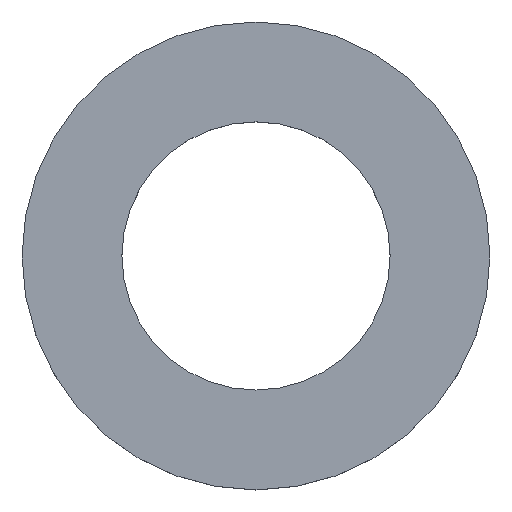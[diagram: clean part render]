
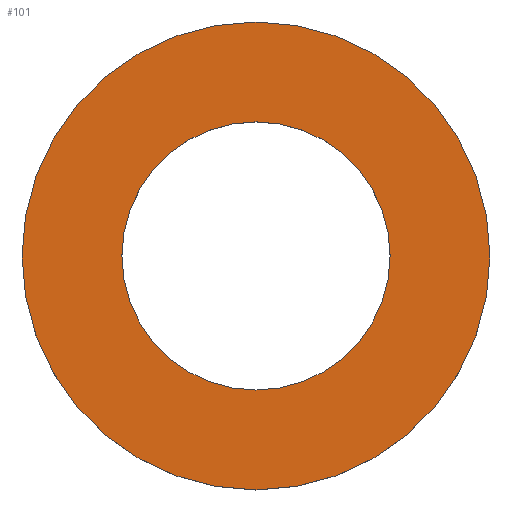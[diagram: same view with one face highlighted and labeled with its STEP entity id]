
A CAD part, top view. The second image highlights one B-rep face of the part: STEP entity #101.
In plain terms, the highlighted planar face has unit normal (0, 0, 1).
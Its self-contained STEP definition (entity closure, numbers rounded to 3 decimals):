
#3 = DIRECTION ( 'NONE',  ( 0., 0., 1. ) ) ;
#6 = CARTESIAN_POINT ( 'NONE',  ( 0., 0., 1.5 ) ) ;
#7 = AXIS2_PLACEMENT_3D ( 'NONE', #99, #3, #28 ) ;
#28 = DIRECTION ( 'NONE',  ( 1., 0., 0. ) ) ;
#29 = VERTEX_POINT ( 'NONE', #127 ) ;
#32 = EDGE_LOOP ( 'NONE', ( #47 ) ) ;
#33 = AXIS2_PLACEMENT_3D ( 'NONE', #6, #118, #104 ) ;
#42 = VERTEX_POINT ( 'NONE', #75 ) ;
#47 = ORIENTED_EDGE ( 'NONE', *, *, #126, .T. ) ;
#51 = AXIS2_PLACEMENT_3D ( 'NONE', #87, #67, #125 ) ;
#66 = PLANE ( 'NONE',  #33 ) ;
#67 = DIRECTION ( 'NONE',  ( 0., 0., 1. ) ) ;
#75 = CARTESIAN_POINT ( 'NONE',  ( 16.75, 0., 1.5 ) ) ;
#87 = CARTESIAN_POINT ( 'NONE',  ( 0., 0., 1.5 ) ) ;
#92 = FACE_OUTER_BOUND ( 'NONE', #32, .T. ) ;
#97 = EDGE_CURVE ( 'NONE', #29, #29, #102, .T. ) ;
#99 = CARTESIAN_POINT ( 'NONE',  ( 0., 0., 1.5 ) ) ;
#101 = ADVANCED_FACE ( 'NONE', ( #92, #106 ), #66, .T. ) ;
#102 = CIRCLE ( 'NONE', #7, 9.6 ) ;
#104 = DIRECTION ( 'NONE',  ( 1., 0., 0. ) ) ;
#106 = FACE_BOUND ( 'NONE', #121, .T. ) ;
#118 = DIRECTION ( 'NONE',  ( 0., 0., 1. ) ) ;
#121 = EDGE_LOOP ( 'NONE', ( #122 ) ) ;
#122 = ORIENTED_EDGE ( 'NONE', *, *, #97, .F. ) ;
#125 = DIRECTION ( 'NONE',  ( 1., 0., 0. ) ) ;
#126 = EDGE_CURVE ( 'NONE', #42, #42, #133, .T. ) ;
#127 = CARTESIAN_POINT ( 'NONE',  ( 9.6, 0., 1.5 ) ) ;
#133 = CIRCLE ( 'NONE', #51, 16.75 ) ;
